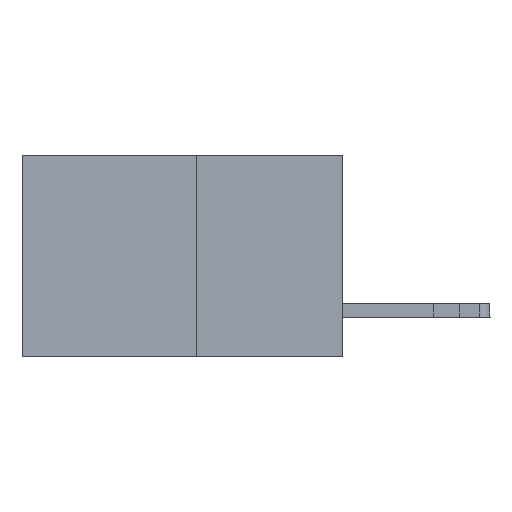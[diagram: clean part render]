
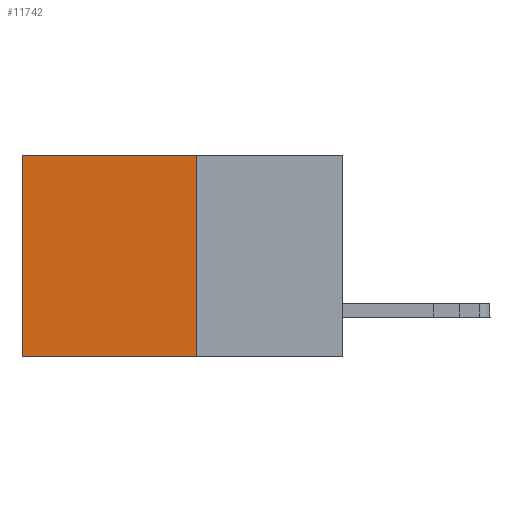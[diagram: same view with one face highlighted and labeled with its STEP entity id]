
A CAD part, left-side view. The second image highlights one B-rep face of the part: STEP entity #11742.
In plain terms, the highlighted planar face has unit normal (-1, 0, 0).
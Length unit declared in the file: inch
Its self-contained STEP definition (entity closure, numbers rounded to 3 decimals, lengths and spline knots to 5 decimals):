
#788 = VERTEX_POINT ( 'NONE', #18697 ) ;
#2231 = EDGE_CURVE ( 'NONE', #4549, #18711, #5264, .T. ) ;
#2662 = CARTESIAN_POINT ( 'NONE',  ( 0.277, 0.27, -0.37 ) ) ;
#3200 = CARTESIAN_POINT ( 'NONE',  ( 0.277, 0.59, -0.37 ) ) ;
#3269 = LINE ( 'NONE', #12869, #20392 ) ;
#3839 = FACE_OUTER_BOUND ( 'NONE', #14110, .T. ) ;
#3939 = PLANE ( 'NONE',  #5994 ) ;
#4549 = VERTEX_POINT ( 'NONE', #8153 ) ;
#4791 = DIRECTION ( 'NONE',  ( 0., 1., 0. ) ) ;
#4939 = EDGE_CURVE ( 'NONE', #5879, #788, #3269, .T. ) ;
#5264 = LINE ( 'NONE', #6982, #21177 ) ;
#5460 = DIRECTION ( 'NONE',  ( 1., 0., 0. ) ) ;
#5879 = VERTEX_POINT ( 'NONE', #18107 ) ;
#5994 = AXIS2_PLACEMENT_3D ( 'NONE', #2662, #5460, #19046 ) ;
#6258 = ORIENTED_EDGE ( 'NONE', *, *, #17738, .F. ) ;
#6734 = CARTESIAN_POINT ( 'NONE',  ( 0.277, 0.59, -0.37 ) ) ;
#6982 = CARTESIAN_POINT ( 'NONE',  ( 0.277, 0.27, -0.37 ) ) ;
#8153 = CARTESIAN_POINT ( 'NONE',  ( 0.277, 0.27, -0.37 ) ) ;
#9289 = LINE ( 'NONE', #16072, #13739 ) ;
#10223 = DIRECTION ( 'NONE',  ( 0., 1., 0. ) ) ;
#11742 = ADVANCED_FACE ( 'NONE', ( #3839 ), #3939, .F. ) ;
#12869 = CARTESIAN_POINT ( 'NONE',  ( 0.277, 0.27, 0. ) ) ;
#13417 = VECTOR ( 'NONE', #16428, 39.37008 ) ;
#13599 = ORIENTED_EDGE ( 'NONE', *, *, #15038, .T. ) ;
#13739 = VECTOR ( 'NONE', #17361, 39.37008 ) ;
#14110 = EDGE_LOOP ( 'NONE', ( #13599, #15851, #6258, #17548 ) ) ;
#15023 = LINE ( 'NONE', #6734, #13417 ) ;
#15038 = EDGE_CURVE ( 'NONE', #788, #18711, #15023, .T. ) ;
#15851 = ORIENTED_EDGE ( 'NONE', *, *, #2231, .F. ) ;
#16072 = CARTESIAN_POINT ( 'NONE',  ( 0.277, 0.27, -0.37 ) ) ;
#16428 = DIRECTION ( 'NONE',  ( 0., 0., -1. ) ) ;
#17361 = DIRECTION ( 'NONE',  ( 0., 0., -1. ) ) ;
#17548 = ORIENTED_EDGE ( 'NONE', *, *, #4939, .T. ) ;
#17738 = EDGE_CURVE ( 'NONE', #5879, #4549, #9289, .T. ) ;
#18107 = CARTESIAN_POINT ( 'NONE',  ( 0.277, 0.27, 0. ) ) ;
#18697 = CARTESIAN_POINT ( 'NONE',  ( 0.277, 0.59, 0. ) ) ;
#18711 = VERTEX_POINT ( 'NONE', #3200 ) ;
#19046 = DIRECTION ( 'NONE',  ( 0., 0., -1. ) ) ;
#20392 = VECTOR ( 'NONE', #4791, 39.37008 ) ;
#21177 = VECTOR ( 'NONE', #10223, 39.37008 ) ;
